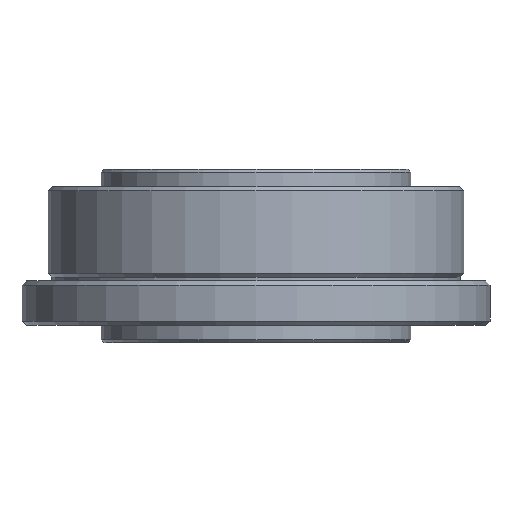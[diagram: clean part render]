
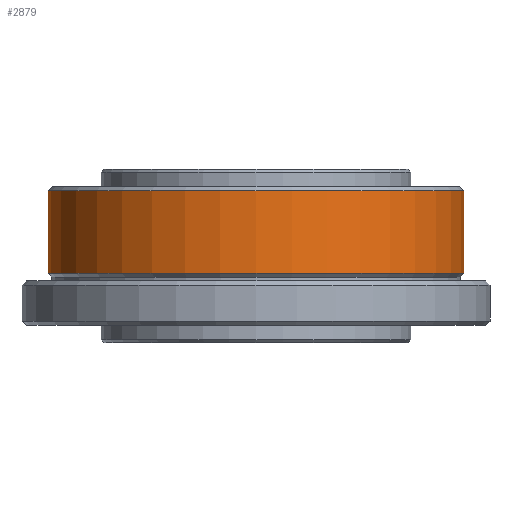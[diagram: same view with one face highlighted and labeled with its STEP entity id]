
A CAD part, left-side view. The second image highlights one B-rep face of the part: STEP entity #2879.
In plain terms, the highlighted cylindrical face has radius 4.763 mm (diameter 9.525 mm), a partial arc.
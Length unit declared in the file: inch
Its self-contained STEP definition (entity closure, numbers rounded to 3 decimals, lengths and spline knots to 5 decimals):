
#4 = CARTESIAN_POINT ( 'NONE',  ( 0., 0., 0. ) ) ;
#190 = AXIS2_PLACEMENT_3D ( 'NONE', #1148, #3079, #2663 ) ;
#212 = CARTESIAN_POINT ( 'NONE',  ( 0., -0.1875, -0.01543 ) ) ;
#308 = DIRECTION ( 'NONE',  ( 0., 0., 1. ) ) ;
#541 = AXIS2_PLACEMENT_3D ( 'NONE', #4, #1684, #1953 ) ;
#966 = CARTESIAN_POINT ( 'NONE',  ( 0., 0.1875, 0.05867 ) ) ;
#984 = VERTEX_POINT ( 'NONE', #2788 ) ;
#1041 = AXIS2_PLACEMENT_3D ( 'NONE', #1411, #1674, #1903 ) ;
#1148 = CARTESIAN_POINT ( 'NONE',  ( 0., 0., -0.01543 ) ) ;
#1411 = CARTESIAN_POINT ( 'NONE',  ( 0., 0., 0.05867 ) ) ;
#1425 = VECTOR ( 'NONE', #2817, 39.37008 ) ;
#1503 = ORIENTED_EDGE ( 'NONE', *, *, #1891, .T. ) ;
#1674 = DIRECTION ( 'NONE',  ( 0., 0., -1. ) ) ;
#1684 = DIRECTION ( 'NONE',  ( 0., 0., 1. ) ) ;
#1687 = VERTEX_POINT ( 'NONE', #966 ) ;
#1800 = ORIENTED_EDGE ( 'NONE', *, *, #2632, .F. ) ;
#1839 = CARTESIAN_POINT ( 'NONE',  ( 0., -0.1875, 0.05867 ) ) ;
#1891 = EDGE_CURVE ( 'NONE', #2076, #1687, #2048, .T. ) ;
#1903 = DIRECTION ( 'NONE',  ( 0., 1., 0. ) ) ;
#1953 = DIRECTION ( 'NONE',  ( 0., -1., 0. ) ) ;
#2004 = LINE ( 'NONE', #3015, #1425 ) ;
#2048 = CIRCLE ( 'NONE', #1041, 0.1875 ) ;
#2076 = VERTEX_POINT ( 'NONE', #1839 ) ;
#2128 = VECTOR ( 'NONE', #308, 39.37008 ) ;
#2147 = EDGE_CURVE ( 'NONE', #984, #2206, #2318, .T. ) ;
#2206 = VERTEX_POINT ( 'NONE', #212 ) ;
#2318 = CIRCLE ( 'NONE', #190, 0.1875 ) ;
#2392 = EDGE_CURVE ( 'NONE', #2206, #2076, #2875, .T. ) ;
#2545 = EDGE_LOOP ( 'NONE', ( #1800, #2741, #3090, #1503 ) ) ;
#2632 = EDGE_CURVE ( 'NONE', #984, #1687, #2004, .T. ) ;
#2663 = DIRECTION ( 'NONE',  ( 0., -1., 0. ) ) ;
#2741 = ORIENTED_EDGE ( 'NONE', *, *, #2147, .T. ) ;
#2760 = CYLINDRICAL_SURFACE ( 'NONE', #541, 0.1875 ) ;
#2788 = CARTESIAN_POINT ( 'NONE',  ( 0., 0.1875, -0.01543 ) ) ;
#2817 = DIRECTION ( 'NONE',  ( 0., 0., 1. ) ) ;
#2837 = FACE_OUTER_BOUND ( 'NONE', #2545, .T. ) ;
#2875 = LINE ( 'NONE', #2932, #2128 ) ;
#2879 = ADVANCED_FACE ( 'NONE', ( #2837 ), #2760, .T. ) ;
#2932 = CARTESIAN_POINT ( 'NONE',  ( 0., -0.1875, 0. ) ) ;
#3015 = CARTESIAN_POINT ( 'NONE',  ( 0., 0.1875, 0. ) ) ;
#3079 = DIRECTION ( 'NONE',  ( 0., 0., 1. ) ) ;
#3090 = ORIENTED_EDGE ( 'NONE', *, *, #2392, .T. ) ;
